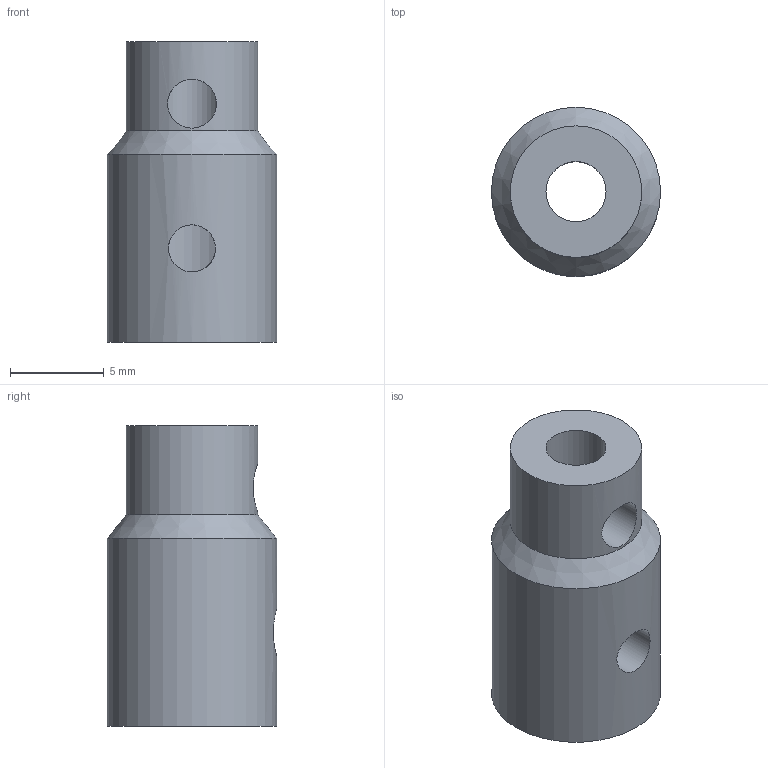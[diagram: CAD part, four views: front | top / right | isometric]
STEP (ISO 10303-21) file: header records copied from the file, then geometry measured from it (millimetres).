
FILE_DESCRIPTION(('FreeCAD Model'),'2;1');
FILE_NAME('Open CASCADE Shape Model','2025-01-24T17:21:53',('Author'),( ''),'Open CASCADE STEP processor 7.7','FreeCAD','Unknown');
FILE_SCHEMA(('AUTOMOTIVE_DESIGN { 1 0 10303 214 1 1 1 1 }'));
Length unit declared in the file: millimetre
Products named in the file (1): Fusion
Bounding box: 9 x 9 x 16 mm (x, y, z)
Volume: 601.5 mm3; surface area: 748.3 mm2
Topology: 1 solids, 1 shells, 10 faces, 21 edges, 14 vertices
Faces by surface type: cylinder 6, plane 3, cone 1
Full cylindrical faces by diameter (mm): 2.5 x1, 2.6 x1, 3.2 x1, 5.2 x1, 7 x1, 9 x1
Entity records: 631 total; most frequent: CARTESIAN_POINT 376, DIRECTION 49, ORIENTED_EDGE 42, AXIS2_PLACEMENT_3D 21, EDGE_CURVE 21, FACE_BOUND 17, EDGE_LOOP 17, VERTEX_POINT 14
